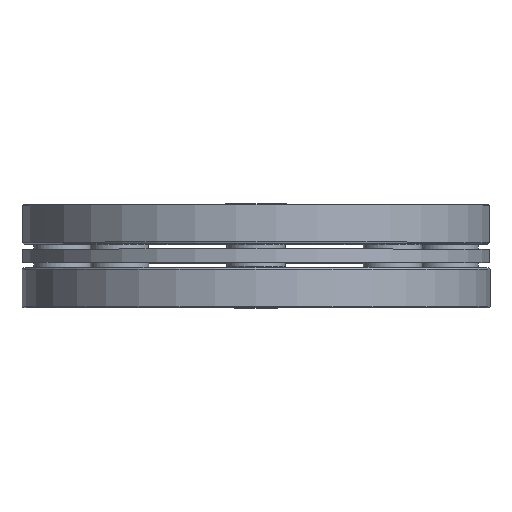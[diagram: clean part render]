
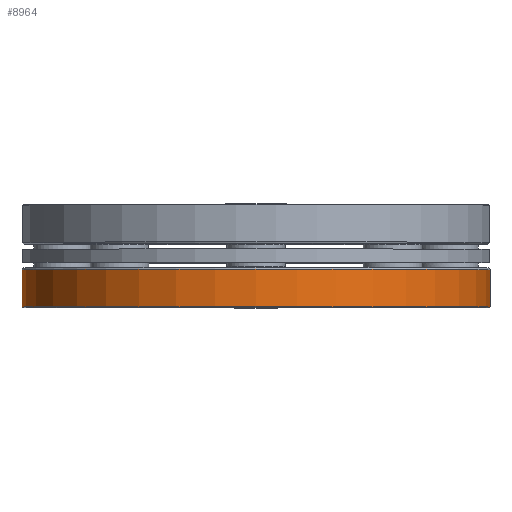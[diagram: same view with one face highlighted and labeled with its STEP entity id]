
A CAD part, top view. The second image highlights one B-rep face of the part: STEP entity #8964.
In plain terms, the highlighted cylindrical face has radius 100 mm (diameter 200 mm), a full revolution.
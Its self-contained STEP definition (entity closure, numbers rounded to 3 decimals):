
#1206=ORIENTED_EDGE('',*,*,#2337,.T.);
#1207=ORIENTED_EDGE('',*,*,#2314,.T.);
#2314=EDGE_CURVE('',#2926,#2926,#3450,.F.);
#2337=EDGE_CURVE('',#2949,#2949,#3473,.T.);
#2926=VERTEX_POINT('',#12932);
#2949=VERTEX_POINT('',#13000);
#3450=CIRCLE('',#9568,100.);
#3473=CIRCLE('',#9613,100.);
#4042=EDGE_LOOP('',(#1206));
#4043=EDGE_LOOP('',(#1207));
#4898=FACE_BOUND('',#4042,.T.);
#4899=FACE_BOUND('',#4043,.T.);
#5552=CYLINDRICAL_SURFACE('',#9612,100.);
#8964=ADVANCED_FACE('',(#4898,#4899),#5552,.T.);
#9568=AXIS2_PLACEMENT_3D('',#12931,#10901,#10902);
#9612=AXIS2_PLACEMENT_3D('',#12998,#10989,#10990);
#9613=AXIS2_PLACEMENT_3D('',#12999,#10991,#10992);
#10901=DIRECTION('',(0.,-1.,0.));
#10902=DIRECTION('',(0.,0.,-1.));
#10989=DIRECTION('',(0.,-1.,0.));
#10990=DIRECTION('',(0.,0.,-1.));
#10991=DIRECTION('',(0.,-1.,0.));
#10992=DIRECTION('',(0.,0.,-1.));
#12931=CARTESIAN_POINT('',(0.,0.3,0.));
#12932=CARTESIAN_POINT('',(0.,0.3,-100.));
#12998=CARTESIAN_POINT('',(0.,17.,0.));
#12999=CARTESIAN_POINT('',(0.,16.2,0.));
#13000=CARTESIAN_POINT('',(0.,16.2,-100.));
